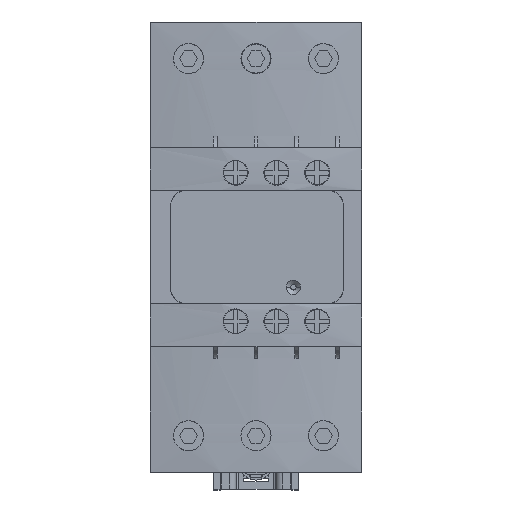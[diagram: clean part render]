
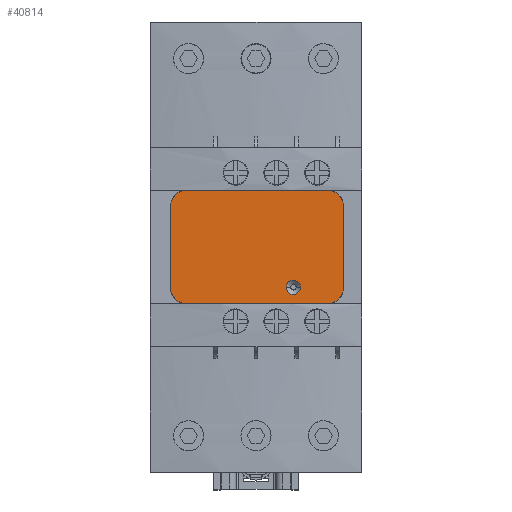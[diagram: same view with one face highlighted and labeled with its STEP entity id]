
A CAD part, top view. The second image highlights one B-rep face of the part: STEP entity #40814.
In plain terms, the highlighted planar face has unit normal (0, 0, 1).
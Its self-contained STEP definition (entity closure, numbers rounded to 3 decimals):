
#18432=DIRECTION('',(-1.,0.,0.));
#18433=VECTOR('',#18432,38.578);
#18434=CARTESIAN_POINT('',(19.549,43.8,68.782));
#18435=LINE('',#18434,#18433);
#18439=CARTESIAN_POINT('',(-18.14,47.7,68.782));
#18440=DIRECTION('',(0.,0.,1.));
#18441=DIRECTION('',(-1.,0.,0.));
#18442=AXIS2_PLACEMENT_3D('',#18439,#18440,#18441);
#18447=CARTESIAN_POINT('',(-18.14,69.1,68.782));
#18448=DIRECTION('',(0.,0.,1.));
#18449=DIRECTION('',(-0.222,0.975,0.));
#18450=AXIS2_PLACEMENT_3D('',#18447,#18448,#18449);
#18455=DIRECTION('',(-1.,0.,0.));
#18456=VECTOR('',#18455,38.578);
#18457=CARTESIAN_POINT('',(19.549,73.,68.782));
#18458=LINE('',#18457,#18456);
#18462=CARTESIAN_POINT('',(18.66,69.1,68.782));
#18463=DIRECTION('',(0.,0.,1.));
#18464=DIRECTION('',(1.,0.,0.));
#18465=AXIS2_PLACEMENT_3D('',#18462,#18463,#18464);
#18470=CARTESIAN_POINT('',(18.66,47.7,68.782));
#18471=DIRECTION('',(0.,0.,1.));
#18472=DIRECTION('',(0.222,-0.975,0.));
#18473=AXIS2_PLACEMENT_3D('',#18470,#18471,#18472);
#18478=CARTESIAN_POINT('',(9.7,47.95,68.782));
#18479=DIRECTION('',(0.,0.,-1.));
#18480=DIRECTION('',(-1.,0.,0.));
#18481=AXIS2_PLACEMENT_3D('',#18478,#18479,#18480);
#18486=CARTESIAN_POINT('',(9.7,47.95,68.782));
#18487=DIRECTION('',(0.,0.,-1.));
#18488=DIRECTION('',(1.,0.,0.));
#18489=AXIS2_PLACEMENT_3D('',#18486,#18487,#18488);
#18629=DIRECTION('',(0.,1.,0.));
#18630=VECTOR('',#18629,21.4);
#18631=CARTESIAN_POINT('',(-22.14,47.7,68.782));
#18632=LINE('',#18631,#18630);
#18643=DIRECTION('',(0.,1.,0.));
#18644=VECTOR('',#18643,21.4);
#18645=CARTESIAN_POINT('',(22.66,47.7,68.782));
#18646=LINE('',#18645,#18644);
#20753=CARTESIAN_POINT('',(-22.14,47.7,68.782));
#20754=CARTESIAN_POINT('',(-22.14,69.1,68.782));
#20755=VERTEX_POINT('',#20753);
#20756=VERTEX_POINT('',#20754);
#20757=CARTESIAN_POINT('',(22.66,47.7,68.782));
#20758=CARTESIAN_POINT('',(22.66,69.1,68.782));
#20759=VERTEX_POINT('',#20757);
#20760=VERTEX_POINT('',#20758);
#21528=CARTESIAN_POINT('',(19.549,43.8,68.782));
#21529=CARTESIAN_POINT('',(-19.029,43.8,68.782));
#21530=VERTEX_POINT('',#21528);
#21531=VERTEX_POINT('',#21529);
#21532=CARTESIAN_POINT('',(19.549,73.,68.782));
#21533=CARTESIAN_POINT('',(-19.029,73.,68.782));
#21534=VERTEX_POINT('',#21532);
#21535=VERTEX_POINT('',#21533);
#21556=CARTESIAN_POINT('',(7.85,47.95,68.782));
#21557=CARTESIAN_POINT('',(11.55,47.95,68.782));
#21558=VERTEX_POINT('',#21556);
#21559=VERTEX_POINT('',#21557);
#40788=CARTESIAN_POINT('',(-22.14,43.7,68.782));
#40789=DIRECTION('',(0.,0.,1.));
#40790=DIRECTION('',(0.,1.,0.));
#40791=AXIS2_PLACEMENT_3D('',#40788,#40789,#40790);
#40792=PLANE('',#40791);
#40793=ORIENTED_EDGE('',*,*,#40764,.T.);
#40795=ORIENTED_EDGE('',*,*,#40794,.F.);
#40797=ORIENTED_EDGE('',*,*,#40796,.T.);
#40799=ORIENTED_EDGE('',*,*,#40798,.F.);
#40801=ORIENTED_EDGE('',*,*,#40800,.F.);
#40802=ORIENTED_EDGE('',*,*,#40673,.F.);
#40804=ORIENTED_EDGE('',*,*,#40803,.F.);
#40805=ORIENTED_EDGE('',*,*,#40736,.F.);
#40806=EDGE_LOOP('',(#40793,#40795,#40797,#40799,#40801,#40802,#40804,#40805));
#40807=FACE_OUTER_BOUND('',#40806,.F.);
#40809=ORIENTED_EDGE('',*,*,#40808,.F.);
#40811=ORIENTED_EDGE('',*,*,#40810,.F.);
#40812=EDGE_LOOP('',(#40809,#40811));
#40813=FACE_BOUND('',#40812,.F.);
#18443=CIRCLE('',#18442,4.);
#18451=CIRCLE('',#18450,4.);
#18466=CIRCLE('',#18465,4.);
#18474=CIRCLE('',#18473,4.);
#18482=CIRCLE('',#18481,1.85);
#18490=CIRCLE('',#18489,1.85);
#40673=EDGE_CURVE('',#20760,#21534,#18466,.T.);
#40736=EDGE_CURVE('',#21530,#20759,#18474,.T.);
#40764=EDGE_CURVE('',#21530,#21531,#18435,.T.);
#40794=EDGE_CURVE('',#20755,#21531,#18443,.T.);
#40796=EDGE_CURVE('',#20755,#20756,#18632,.T.);
#40798=EDGE_CURVE('',#21535,#20756,#18451,.T.);
#40800=EDGE_CURVE('',#21534,#21535,#18458,.T.);
#40803=EDGE_CURVE('',#20759,#20760,#18646,.T.);
#40808=EDGE_CURVE('',#21558,#21559,#18482,.T.);
#40810=EDGE_CURVE('',#21559,#21558,#18490,.T.);
#40814=ADVANCED_FACE('',(#40807,#40813),#40792,.T.);
